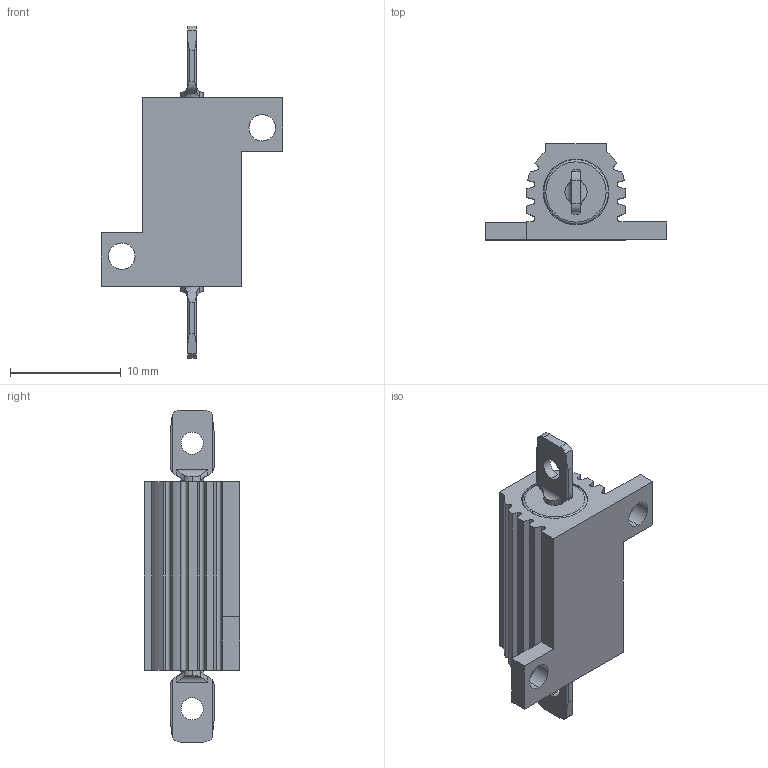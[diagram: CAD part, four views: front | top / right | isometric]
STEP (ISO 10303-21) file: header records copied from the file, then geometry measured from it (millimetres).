
FILE_DESCRIPTION (( 'STEP AP203' ), '1' );
FILE_NAME ('WH5.STEP', '2015-12-14T13:51:41', ( '' ), ( '' ), 'SwSTEP 2.0', 'SolidWorks 2015', '' );
FILE_SCHEMA (( 'CONFIG_CONTROL_DESIGN' ));
Length unit declared in the file: millimetre
Products named in the file (1): WH5
Bounding box: 16.4 x 8.65 x 30 mm (x, y, z)
Volume: 1233.2 mm3; surface area: 1038.6 mm2
Topology: 1 solids, 1 shells, 122 faces, 330 edges, 216 vertices
Faces by surface type: cylinder 60, plane 54, torus 4, bspline 4
Entity records: 4179 total; most frequent: CARTESIAN_POINT 1065, ORIENTED_EDGE 660, DIRECTION 600, EDGE_CURVE 330, VERTEX_POINT 216, AXIS2_PLACEMENT_3D 207, LINE 186, VECTOR 186
